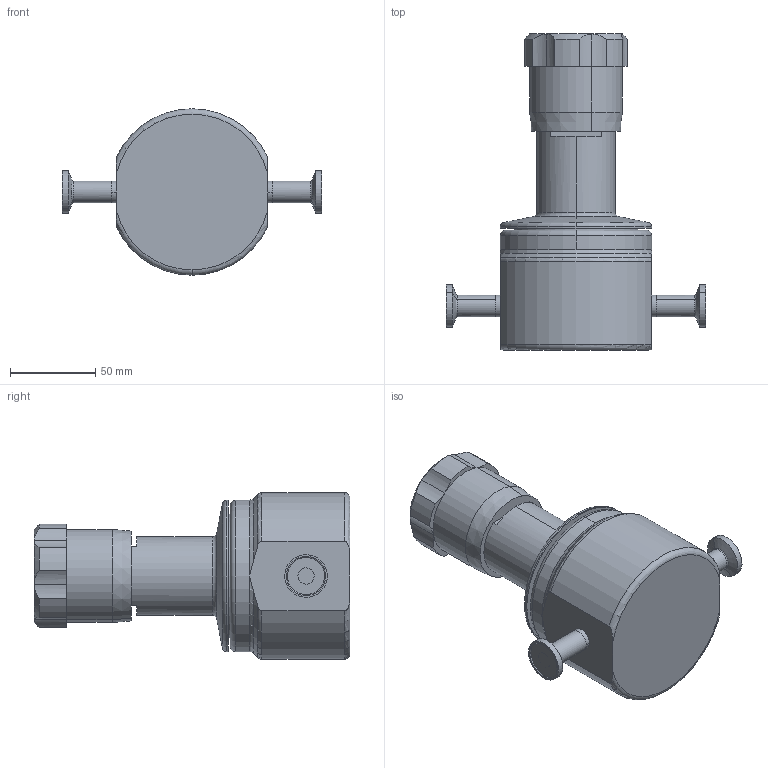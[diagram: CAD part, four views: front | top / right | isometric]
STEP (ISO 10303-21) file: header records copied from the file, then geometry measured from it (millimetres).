
FILE_DESCRIPTION (( 'STEP AP203' ), '1' );
FILE_NAME ('JSRH-050-CA.STEP', '2017-06-22T14:18:55', ( '' ), ( '' ), 'SwSTEP 2.0', 'SolidWorks 2014', '' );
FILE_SCHEMA (( 'CONFIG_CONTROL_DESIGN' ));
Length unit declared in the file: inch
Products named in the file (2): JSRH-050-CA
Bounding box: 152.4 x 185.57 x 97.79 mm (x, y, z)
Volume: 762204.5 mm3; surface area: 64663.9 mm2
Topology: 1 solids, 3 shells, 114 faces, 244 edges, 143 vertices
Faces by surface type: cylinder 47, torus 25, plane 25, cone 17
Entity records: 3499 total; most frequent: CARTESIAN_POINT 821, DIRECTION 596, ORIENTED_EDGE 488, AXIS2_PLACEMENT_3D 264, EDGE_CURVE 244, CIRCLE 148, VERTEX_POINT 143, EDGE_LOOP 121
